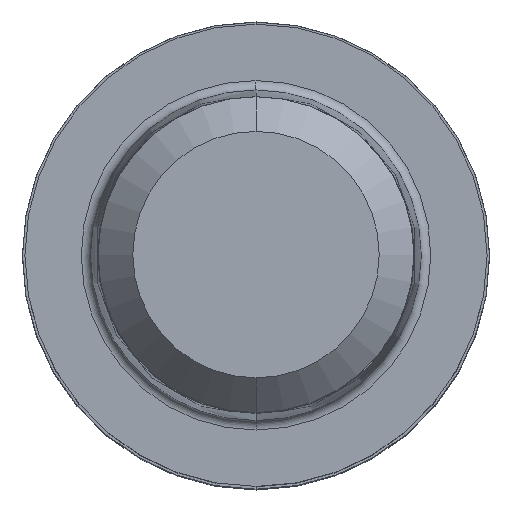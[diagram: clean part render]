
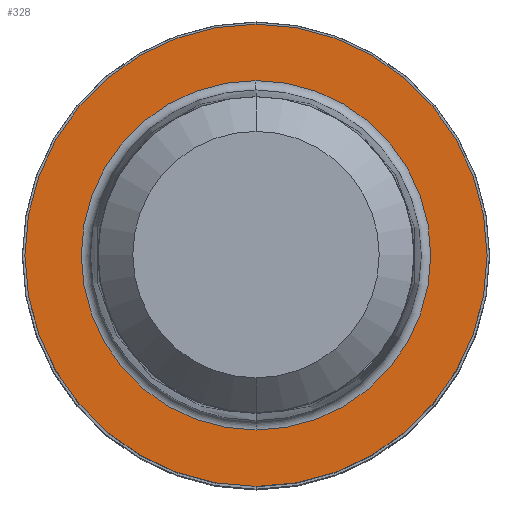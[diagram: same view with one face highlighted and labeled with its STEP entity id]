
A CAD part, top view. The second image highlights one B-rep face of the part: STEP entity #328.
In plain terms, the highlighted planar face has unit normal (0, 0, 1).
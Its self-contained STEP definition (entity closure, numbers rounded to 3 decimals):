
#186=VERTEX_POINT('',#494);
#226=VERTEX_POINT('',#538);
#260=VERTEX_POINT('',#576);
#282=EDGE_CURVE('',#186,#226,#600,.T.);
#328=ADVANCED_FACE('',(#653,#654),#655,.T.);
#336=EDGE_CURVE('',#226,#186,#663,.T.);
#348=EDGE_CURVE('',#432,#260,#676,.T.);
#382=EDGE_CURVE('',#260,#432,#714,.T.);
#432=VERTEX_POINT('',#774);
#494=CARTESIAN_POINT('',(0.0,7.85,0.01));
#538=CARTESIAN_POINT('',(0.,-7.85,0.01));
#576=CARTESIAN_POINT('',(0.,-5.935,0.01));
#600=CIRCLE('',#967,7.85);
#653=FACE_OUTER_BOUND('',#1029,.T.);
#654=FACE_BOUND('',#1030,.T.);
#655=PLANE('',#1031);
#663=CIRCLE('',#1045,7.85);
#676=CIRCLE('',#1063,5.935);
#714=CIRCLE('',#1114,5.935);
#774=CARTESIAN_POINT('',(0.0,5.935,0.01));
#967=AXIS2_PLACEMENT_3D('',#1373,#1374,#1375);
#1029=EDGE_LOOP('',(#1445,#1446));
#1030=EDGE_LOOP('',(#1447,#1448));
#1031=AXIS2_PLACEMENT_3D('',#1449,#1450,#1451);
#1045=AXIS2_PLACEMENT_3D('',#1457,#1458,#1459);
#1063=AXIS2_PLACEMENT_3D('',#1475,#1476,#1477);
#1114=AXIS2_PLACEMENT_3D('',#1516,#1517,#1518);
#1373=CARTESIAN_POINT('',(0.0,0.0,0.01));
#1374=DIRECTION('',(0.0,0.0,-1.0));
#1375=DIRECTION('',(0.0,1.0,0.0));
#1445=ORIENTED_EDGE('',*,*,#282,.F.);
#1446=ORIENTED_EDGE('',*,*,#336,.F.);
#1447=ORIENTED_EDGE('',*,*,#348,.T.);
#1448=ORIENTED_EDGE('',*,*,#382,.T.);
#1449=CARTESIAN_POINT('',(0.0,3.925,0.01));
#1450=DIRECTION('',(-0.0,0.0,1.0));
#1451=DIRECTION('',(0.0,-1.0,0.0));
#1457=CARTESIAN_POINT('',(0.0,0.0,0.01));
#1458=DIRECTION('',(0.0,0.0,-1.0));
#1459=DIRECTION('',(0.0,1.0,0.0));
#1475=CARTESIAN_POINT('',(0.0,0.0,0.01));
#1476=DIRECTION('',(0.0,0.0,-1.0));
#1477=DIRECTION('',(0.0,1.0,0.0));
#1516=CARTESIAN_POINT('',(0.0,0.0,0.01));
#1517=DIRECTION('',(0.0,0.0,-1.0));
#1518=DIRECTION('',(0.0,1.0,0.0));
